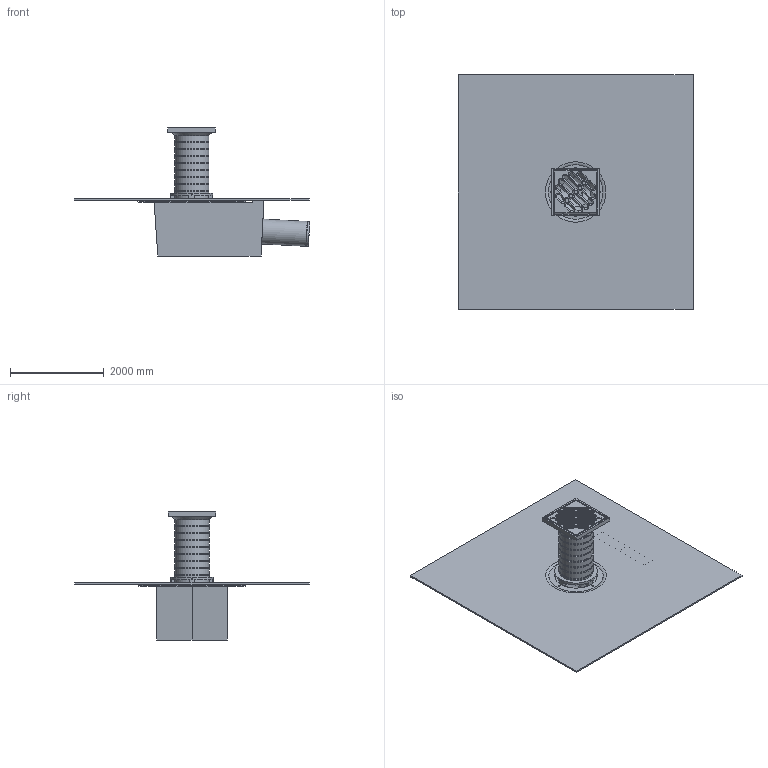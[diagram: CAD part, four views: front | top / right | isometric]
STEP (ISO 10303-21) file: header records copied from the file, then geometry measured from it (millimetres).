
FILE_DESCRIPTION(/* description */ (''),/* implementation_level */ '2;1');
FILE_NAME(/* name */ '15572.050X_3D.stp',/* time_stamp */ '2024-12-12T06:54:22+01:00',/* author */ ('CAD'),/* organization */ (''),/* preprocessor_version */ 'ST-DEVELOPER v20',/* originating_system */ 'AutoCAD Mechanical',/* authorisation */ '');
FILE_SCHEMA (('AUTOMOTIVE_DESIGN { 1 0 10303 214 3 1 1 }'));
Length unit declared in the file: centimetre
Products named in the file (2): Product; *S0
Assembly tree (1 placements, depth 2):
  Product
    *S0
Bounding box: 5013.61 x 5000 x 2726.3 mm (x, y, z)
Volume: 3965091784.8 mm3; surface area: 106605787 mm2
Topology: 12 solids, 12 shells, 557 faces, 1348 edges, 852 vertices
Faces by surface type: plane 202, cylinder 193, torus 93, cone 40, sphere 22, bspline 7
Full cylindrical faces by diameter (mm): 20 x8, 35 x2, 80 x4, 85 x2, 499.993 x2, 529.993 x2, 530 x1, 720 x8, 730 x9, 736 x1, 770 x1, 810 x1, 885 x1, 900 x1, 901 x1, 905 x1, 953.818 x1, 965 x2, 980 x1, 1000 x1, 1030 x1
Entity records: 18014 total; most frequent: CARTESIAN_POINT 4381, DIRECTION 3033, ORIENTED_EDGE 2686, EDGE_CURVE 1343, AXIS2_PLACEMENT_3D 1208, VERTEX_POINT 848, EDGE_LOOP 653, CIRCLE 648
